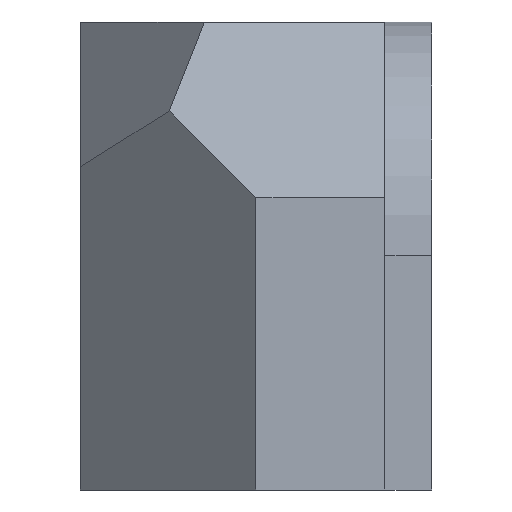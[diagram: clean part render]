
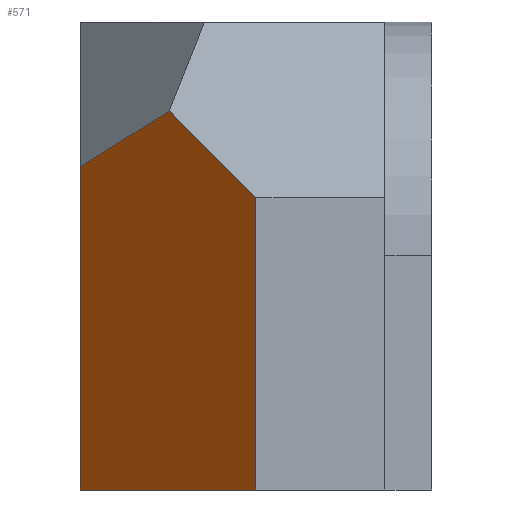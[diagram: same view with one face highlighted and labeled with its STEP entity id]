
A CAD part, left-side view. The second image highlights one B-rep face of the part: STEP entity #571.
In plain terms, the highlighted planar face has unit normal (-0.707, 0.707, 0).
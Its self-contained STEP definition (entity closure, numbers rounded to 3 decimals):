
#54=FACE_OUTER_BOUND('',#86,.T.);
#86=EDGE_LOOP('',(#508,#509,#510,#511,#512));
#119=LINE('',#838,#191);
#132=LINE('',#862,#204);
#146=LINE('',#895,#218);
#157=LINE('',#920,#229);
#159=LINE('',#923,#231);
#191=VECTOR('',#683,10.);
#204=VECTOR('',#700,10.);
#218=VECTOR('',#728,10.);
#229=VECTOR('',#757,10.);
#231=VECTOR('',#761,10.);
#256=VERTEX_POINT('',#835);
#257=VERTEX_POINT('',#837);
#266=VERTEX_POINT('',#860);
#278=VERTEX_POINT('',#893);
#283=VERTEX_POINT('',#919);
#317=EDGE_CURVE('',#257,#256,#119,.T.);
#330=EDGE_CURVE('',#256,#266,#132,.T.);
#347=EDGE_CURVE('',#278,#266,#146,.F.);
#359=EDGE_CURVE('',#283,#257,#157,.T.);
#361=EDGE_CURVE('',#278,#283,#159,.T.);
#508=ORIENTED_EDGE('',*,*,#317,.T.);
#509=ORIENTED_EDGE('',*,*,#330,.T.);
#510=ORIENTED_EDGE('',*,*,#347,.F.);
#511=ORIENTED_EDGE('',*,*,#361,.T.);
#512=ORIENTED_EDGE('',*,*,#359,.T.);
#542=PLANE('',#620);
#571=ADVANCED_FACE('',(#54),#542,.T.);
#620=AXIS2_PLACEMENT_3D('',#924,#762,#763);
#683=DIRECTION('',(0.647,0.646,-0.405));
#700=DIRECTION('',(0.,0.,-1.));
#728=DIRECTION('',(-0.707,-0.707,0.));
#757=DIRECTION('',(0.577,0.577,0.577));
#761=DIRECTION('',(0.,0.,1.));
#762=DIRECTION('center_axis',(-0.707,0.707,0.));
#763=DIRECTION('ref_axis',(0.,0.,1.));
#835=CARTESIAN_POINT('',(120.,108.001,5.526));
#837=CARTESIAN_POINT('',(118.479,106.48,6.479));
#838=CARTESIAN_POINT('',(119.813,107.814,5.643));
#860=CARTESIAN_POINT('',(120.,108.001,0.));
#862=CARTESIAN_POINT('',(120.,108.001,2.331));
#893=CARTESIAN_POINT('',(117.,105.001,0.));
#895=CARTESIAN_POINT('',(121.228,109.229,0.));
#919=CARTESIAN_POINT('',(117.,105.001,5.));
#920=CARTESIAN_POINT('',(117.623,105.624,5.623));
#923=CARTESIAN_POINT('',(117.,105.001,1.356));
#924=CARTESIAN_POINT('Origin',(118.514,106.515,2.712));
